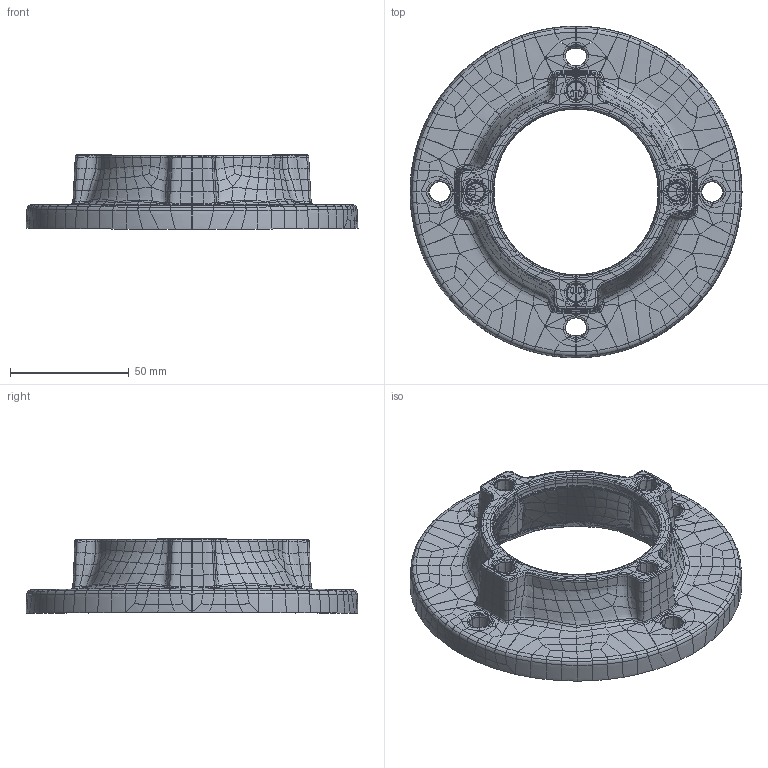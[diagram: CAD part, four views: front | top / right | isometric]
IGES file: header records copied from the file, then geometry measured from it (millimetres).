
Start section: Geomagic Studio
Global section: file name: demo grej delad.igs; native system: Geomagic -- Wrap 2013; preprocessor: 2013; author: <unspecified>; organization: <unspecified>; date: 20150209.091359; units: millimetre
Bounding box: 139.78 x 139.66 x 31.38 mm (x, y, z)
Surface area: 31452.3 mm2 (no closed solid volume)
Topology: 0 solids, 0 shells, 2508 faces, 10032 edges, 10032 vertices
Faces by surface type: bspline 2508
